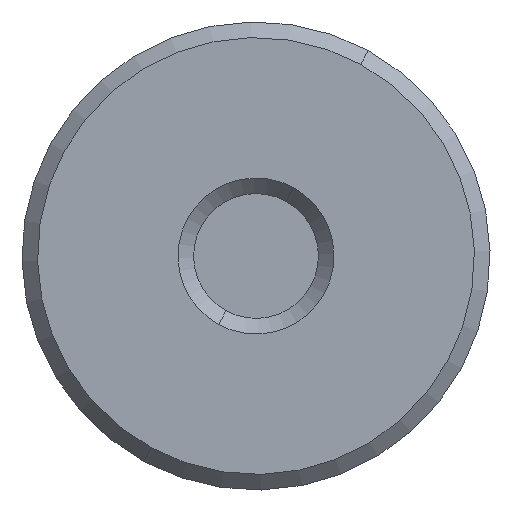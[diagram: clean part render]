
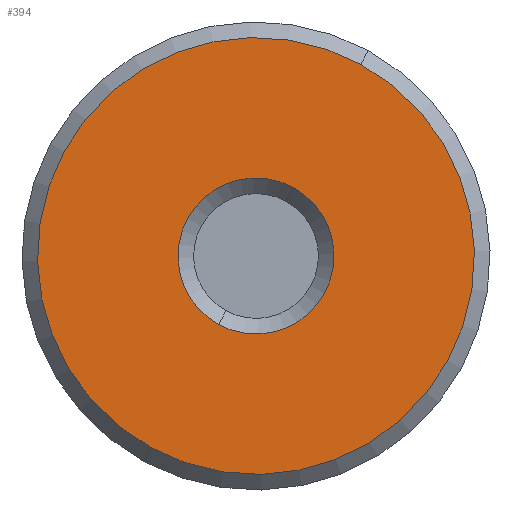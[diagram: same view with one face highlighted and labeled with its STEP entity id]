
A CAD part, front view. The second image highlights one B-rep face of the part: STEP entity #394.
In plain terms, the highlighted planar face has unit normal (0, -1, 0).
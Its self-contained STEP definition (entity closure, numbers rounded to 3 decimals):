
#173=CARTESIAN_POINT('Vertex',(-6.712,0.,-12.286)) ;
#176=CARTESIAN_POINT('Axis2P3D Location',(0.,0.,0.)) ;
#180=CARTESIAN_POINT('Vertex',(6.712,0.,12.286)) ;
#207=CARTESIAN_POINT('Axis2P3D Location',(0.,0.,0.)) ;
#367=CARTESIAN_POINT('Axis2P3D Location',(0.,0.,4.)) ;
#376=CARTESIAN_POINT('Axis2P3D Location',(0.,0.,0.)) ;
#380=CARTESIAN_POINT('Vertex',(-2.397,0.,-4.388)) ;
#382=CARTESIAN_POINT('Vertex',(2.397,0.,4.388)) ;
#385=CARTESIAN_POINT('Axis2P3D Location',(0.,0.,0.)) ;
#177=DIRECTION('Axis2P3D Direction',(0.,1.,0.)) ;
#208=DIRECTION('Axis2P3D Direction',(0.,1.,0.)) ;
#368=DIRECTION('Axis2P3D Direction',(0.,1.,0.)) ;
#369=DIRECTION('Axis2P3D XDirection',(1.,-0.,0.)) ;
#377=DIRECTION('Axis2P3D Direction',(0.,1.,0.)) ;
#386=DIRECTION('Axis2P3D Direction',(0.,1.,0.)) ;
#178=AXIS2_PLACEMENT_3D('Circle Axis2P3D',#176,#177,$) ;
#209=AXIS2_PLACEMENT_3D('Circle Axis2P3D',#207,#208,$) ;
#370=AXIS2_PLACEMENT_3D('Plane Axis2P3D',#367,#368,#369) ;
#378=AXIS2_PLACEMENT_3D('Circle Axis2P3D',#376,#377,$) ;
#387=AXIS2_PLACEMENT_3D('Circle Axis2P3D',#385,#386,$) ;
#373=ORIENTED_EDGE('',*,*,#211,.F.) ;
#374=ORIENTED_EDGE('',*,*,#182,.F.) ;
#391=ORIENTED_EDGE('',*,*,#384,.T.) ;
#392=ORIENTED_EDGE('',*,*,#389,.T.) ;
#393=FACE_BOUND('',#390,.T.) ;
#394=ADVANCED_FACE('Corps principal',(#375,#393),#371,.F.) ;
#179=CIRCLE('generated circle',#178,14.) ;
#210=CIRCLE('generated circle',#209,14.) ;
#379=CIRCLE('generated circle',#378,5.) ;
#388=CIRCLE('generated circle',#387,5.) ;
#182=EDGE_CURVE('',#174,#181,#179,.T.) ;
#211=EDGE_CURVE('',#181,#174,#210,.T.) ;
#384=EDGE_CURVE('',#381,#383,#379,.T.) ;
#389=EDGE_CURVE('',#383,#381,#388,.T.) ;
#372=EDGE_LOOP('',(#373,#374)) ;
#390=EDGE_LOOP('',(#391,#392)) ;
#375=FACE_OUTER_BOUND('',#372,.T.) ;
#371=PLANE('Plane',#370) ;
#174=VERTEX_POINT('',#173) ;
#181=VERTEX_POINT('',#180) ;
#381=VERTEX_POINT('',#380) ;
#383=VERTEX_POINT('',#382) ;
